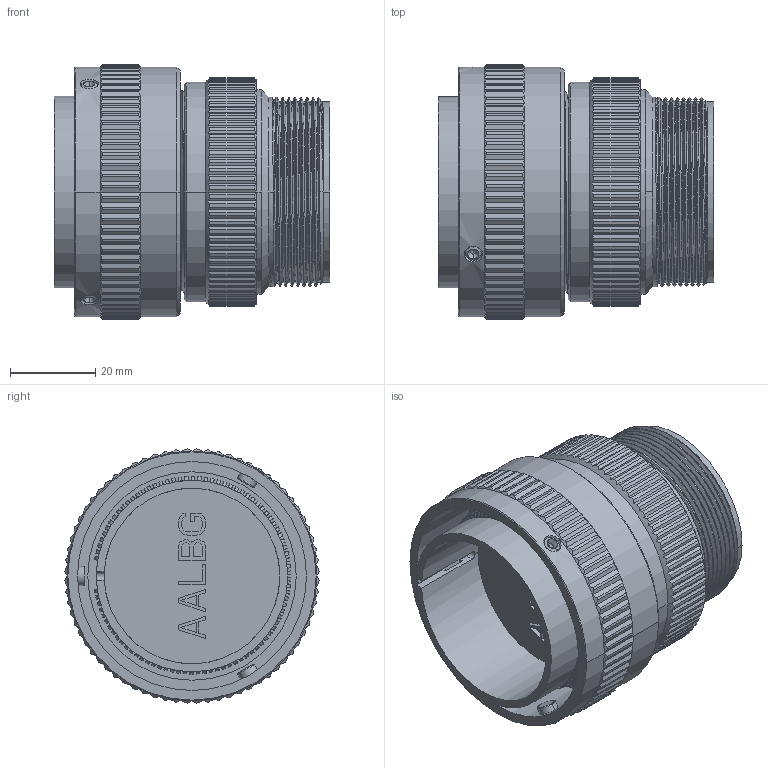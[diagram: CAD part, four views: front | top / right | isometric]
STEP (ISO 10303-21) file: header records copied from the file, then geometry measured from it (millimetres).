
FILE_DESCRIPTION((''),'2;1');
FILE_NAME('VG95234L-32_SW0001','2023-03-16T09:52:54',('paultorloting'),('NET AG system integration'),'CREO PARAMETRIC BY PTC INC, 2021404','CREO PARAMETRIC BY PTC INC, 2021404','');
FILE_SCHEMA(('AUTOMOTIVE_DESIGN { 1 0 10303 214 1 1 1 1 }'));
Length unit declared in the file: millimetre
Products named in the file (1): VG95234L-32_SW0001
Bounding box: 64.51 x 59.58 x 59.58 mm (x, y, z)
Volume: 98846.3 mm3; surface area: 33478.8 mm2
Topology: 1 solids, 2 shells, 2771 faces, 7783 edges, 4864 vertices
Faces by surface type: plane 1426, cylinder 805, revolution 360, cone 150, bspline 22, torus 6, extrusion 2
Entity records: 110157 total; most frequent: CARTESIAN_POINT 36626, ORIENTED_EDGE 15554, DIRECTION 10322, EDGE_CURVE 7777, VERTEX_POINT 4864, B_SPLINE_CURVE_WITH_KNOTS 3964, AXIS2_PLACEMENT_3D 3385, VECTOR 3189
